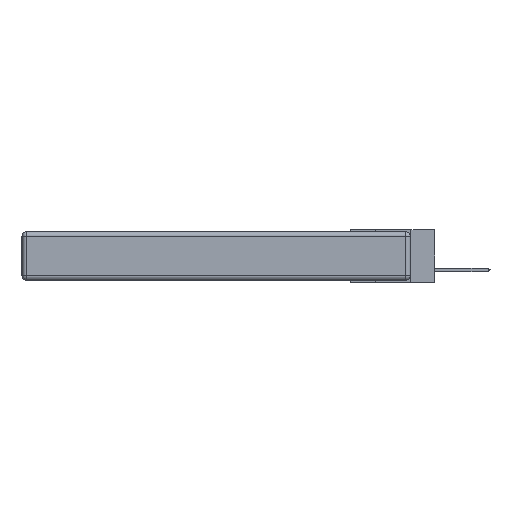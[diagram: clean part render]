
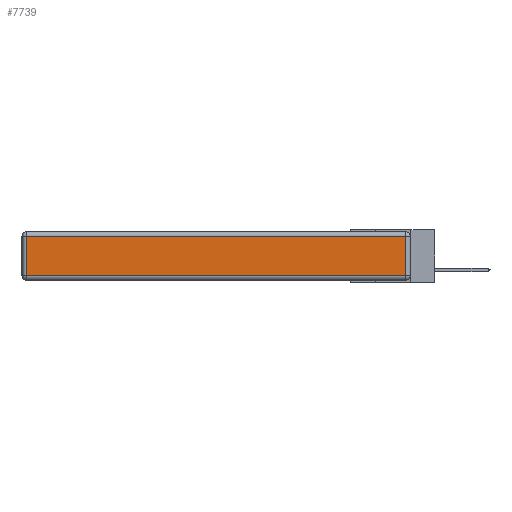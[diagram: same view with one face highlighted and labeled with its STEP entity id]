
A CAD part, left-side view. The second image highlights one B-rep face of the part: STEP entity #7739.
In plain terms, the highlighted planar face has unit normal (-1, 0, 0).
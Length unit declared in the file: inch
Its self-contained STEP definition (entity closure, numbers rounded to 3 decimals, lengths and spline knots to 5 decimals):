
#188 = CARTESIAN_POINT ( 'NONE',  ( 0., 2.72, -0.03 ) ) ;
#921 = PLANE ( 'NONE',  #11629 ) ;
#1116 = LINE ( 'NONE', #9658, #17257 ) ;
#1357 = ORIENTED_EDGE ( 'NONE', *, *, #8537, .T. ) ;
#1384 = EDGE_CURVE ( 'NONE', #11771, #7764, #4201, .T. ) ;
#2132 = ORIENTED_EDGE ( 'NONE', *, *, #10389, .T. ) ;
#4201 = LINE ( 'NONE', #6578, #16219 ) ;
#4248 = VERTEX_POINT ( 'NONE', #5461 ) ;
#5173 = CARTESIAN_POINT ( 'NONE',  ( 0., 0., -0.343 ) ) ;
#5242 = DIRECTION ( 'NONE',  ( -1., 0., 0. ) ) ;
#5309 = EDGE_LOOP ( 'NONE', ( #11533, #2132, #1357, #11606 ) ) ;
#5461 = CARTESIAN_POINT ( 'NONE',  ( 0., 0.03, -0.03 ) ) ;
#6226 = VECTOR ( 'NONE', #7234, 39.37008 ) ;
#6578 = CARTESIAN_POINT ( 'NONE',  ( 0., 2.72, -0.343 ) ) ;
#6758 = CARTESIAN_POINT ( 'NONE',  ( 0., 2.72, -0.313 ) ) ;
#6872 = CARTESIAN_POINT ( 'NONE',  ( 0., 2.75, -0.03 ) ) ;
#7234 = DIRECTION ( 'NONE',  ( 0., 1., 0. ) ) ;
#7739 = ADVANCED_FACE ( 'NONE', ( #8769 ), #921, .T. ) ;
#7764 = VERTEX_POINT ( 'NONE', #6758 ) ;
#8185 = DIRECTION ( 'NONE',  ( 0., 0., 1. ) ) ;
#8537 = EDGE_CURVE ( 'NONE', #4248, #11771, #10107, .T. ) ;
#8769 = FACE_OUTER_BOUND ( 'NONE', #5309, .T. ) ;
#9658 = CARTESIAN_POINT ( 'NONE',  ( 0., 0., -0.313 ) ) ;
#10036 = LINE ( 'NONE', #16762, #12064 ) ;
#10107 = LINE ( 'NONE', #6872, #6226 ) ;
#10389 = EDGE_CURVE ( 'NONE', #12392, #4248, #10036, .T. ) ;
#10812 = EDGE_CURVE ( 'NONE', #7764, #12392, #1116, .T. ) ;
#10948 = CARTESIAN_POINT ( 'NONE',  ( 0., 0.03, -0.313 ) ) ;
#11042 = DIRECTION ( 'NONE',  ( 0., -1., 0. ) ) ;
#11058 = DIRECTION ( 'NONE',  ( 0., 0., 1. ) ) ;
#11533 = ORIENTED_EDGE ( 'NONE', *, *, #10812, .T. ) ;
#11606 = ORIENTED_EDGE ( 'NONE', *, *, #1384, .T. ) ;
#11629 = AXIS2_PLACEMENT_3D ( 'NONE', #5173, #5242, #8185 ) ;
#11771 = VERTEX_POINT ( 'NONE', #188 ) ;
#12064 = VECTOR ( 'NONE', #11058, 39.37008 ) ;
#12237 = DIRECTION ( 'NONE',  ( 0., 0., -1. ) ) ;
#12392 = VERTEX_POINT ( 'NONE', #10948 ) ;
#16219 = VECTOR ( 'NONE', #12237, 39.37008 ) ;
#16762 = CARTESIAN_POINT ( 'NONE',  ( 0., 0.03, -0.343 ) ) ;
#17257 = VECTOR ( 'NONE', #11042, 39.37008 ) ;
